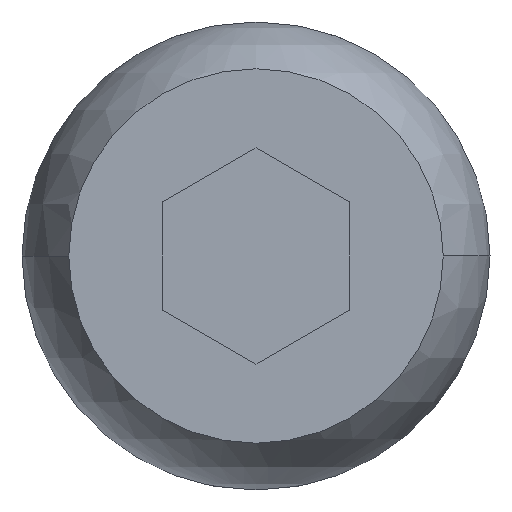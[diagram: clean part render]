
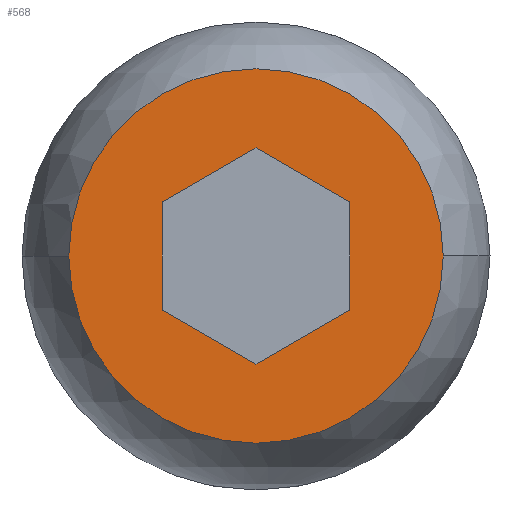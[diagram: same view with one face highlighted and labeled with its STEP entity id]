
A CAD part, left-side view. The second image highlights one B-rep face of the part: STEP entity #568.
In plain terms, the highlighted planar face has unit normal (-1, 0, 0).
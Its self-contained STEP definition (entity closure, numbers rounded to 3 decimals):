
#3 = CARTESIAN_POINT ( 'NONE',  ( 0., 0., 0. ) ) ;
#6 = LINE ( 'NONE', #409, #98 ) ;
#8 = ORIENTED_EDGE ( 'NONE', *, *, #538, .F. ) ;
#13 = EDGE_CURVE ( 'NONE', #530, #482, #199, .T. ) ;
#17 = VECTOR ( 'NONE', #338, 1000. ) ;
#44 = LINE ( 'NONE', #108, #302 ) ;
#88 = FACE_OUTER_BOUND ( 'NONE', #650, .T. ) ;
#89 = CARTESIAN_POINT ( 'NONE',  ( 0., -4., 0. ) ) ;
#91 = ORIENTED_EDGE ( 'NONE', *, *, #484, .F. ) ;
#98 = VECTOR ( 'NONE', #155, 1000. ) ;
#108 = CARTESIAN_POINT ( 'NONE',  ( 0., 0., 2.309 ) ) ;
#114 = AXIS2_PLACEMENT_3D ( 'NONE', #362, #466, #572 ) ;
#115 = ORIENTED_EDGE ( 'NONE', *, *, #358, .F. ) ;
#136 = VERTEX_POINT ( 'NONE', #89 ) ;
#142 = CIRCLE ( 'NONE', #519, 4. ) ;
#145 = CARTESIAN_POINT ( 'NONE',  ( 0., 0., 0. ) ) ;
#148 = CARTESIAN_POINT ( 'NONE',  ( 0., -2., 1.155 ) ) ;
#155 = DIRECTION ( 'NONE',  ( 0., 0.866, 0.5 ) ) ;
#199 = LINE ( 'NONE', #544, #476 ) ;
#201 = LINE ( 'NONE', #390, #17 ) ;
#212 = EDGE_CURVE ( 'NONE', #389, #628, #44, .T. ) ;
#214 = CARTESIAN_POINT ( 'NONE',  ( 0., 0., 2.309 ) ) ;
#231 = CARTESIAN_POINT ( 'NONE',  ( 0., -2., -1.155 ) ) ;
#297 = DIRECTION ( 'NONE',  ( 0., -1., 0. ) ) ;
#299 = ORIENTED_EDGE ( 'NONE', *, *, #13, .F. ) ;
#301 = DIRECTION ( 'NONE',  ( -1., 0., 0. ) ) ;
#302 = VECTOR ( 'NONE', #471, 1000. ) ;
#328 = CARTESIAN_POINT ( 'NONE',  ( 0., 2., 1.155 ) ) ;
#331 = AXIS2_PLACEMENT_3D ( 'NONE', #145, #301, #297 ) ;
#338 = DIRECTION ( 'NONE',  ( 0., 0., 1. ) ) ;
#345 = CARTESIAN_POINT ( 'NONE',  ( 0., 2., -1.155 ) ) ;
#352 = VECTOR ( 'NONE', #393, 1000. ) ;
#358 = EDGE_CURVE ( 'NONE', #136, #445, #643, .T. ) ;
#362 = CARTESIAN_POINT ( 'NONE',  ( 0., 0., 0. ) ) ;
#369 = DIRECTION ( 'NONE',  ( 1., 0., 0. ) ) ;
#383 = EDGE_CURVE ( 'NONE', #445, #136, #142, .T. ) ;
#389 = VERTEX_POINT ( 'NONE', #214 ) ;
#390 = CARTESIAN_POINT ( 'NONE',  ( 0., -2., -1.155 ) ) ;
#393 = DIRECTION ( 'NONE',  ( 0., -0.866, -0.5 ) ) ;
#400 = LINE ( 'NONE', #506, #352 ) ;
#409 = CARTESIAN_POINT ( 'NONE',  ( 0., -2., 1.155 ) ) ;
#411 = DIRECTION ( 'NONE',  ( 0., 1., 0. ) ) ;
#413 = EDGE_CURVE ( 'NONE', #628, #596, #486, .T. ) ;
#414 = CARTESIAN_POINT ( 'NONE',  ( 0., 2., 1.155 ) ) ;
#421 = VECTOR ( 'NONE', #597, 1000. ) ;
#433 = CARTESIAN_POINT ( 'NONE',  ( 0., 4., 0. ) ) ;
#445 = VERTEX_POINT ( 'NONE', #433 ) ;
#466 = DIRECTION ( 'NONE',  ( 1., 0., 0. ) ) ;
#471 = DIRECTION ( 'NONE',  ( 0., 0.866, -0.5 ) ) ;
#476 = VECTOR ( 'NONE', #610, 1000. ) ;
#482 = VERTEX_POINT ( 'NONE', #231 ) ;
#484 = EDGE_CURVE ( 'NONE', #482, #513, #201, .T. ) ;
#486 = LINE ( 'NONE', #328, #421 ) ;
#490 = ORIENTED_EDGE ( 'NONE', *, *, #212, .F. ) ;
#491 = ORIENTED_EDGE ( 'NONE', *, *, #383, .F. ) ;
#506 = CARTESIAN_POINT ( 'NONE',  ( 0., 2., -1.155 ) ) ;
#513 = VERTEX_POINT ( 'NONE', #148 ) ;
#519 = AXIS2_PLACEMENT_3D ( 'NONE', #3, #369, #411 ) ;
#530 = VERTEX_POINT ( 'NONE', #648 ) ;
#538 = EDGE_CURVE ( 'NONE', #596, #530, #400, .T. ) ;
#544 = CARTESIAN_POINT ( 'NONE',  ( 0., 0., -2.309 ) ) ;
#558 = PLANE ( 'NONE',  #331 ) ;
#568 = ADVANCED_FACE ( 'NONE', ( #609, #88 ), #558, .T. ) ;
#572 = DIRECTION ( 'NONE',  ( 0., 1., 0. ) ) ;
#580 = ORIENTED_EDGE ( 'NONE', *, *, #413, .F. ) ;
#596 = VERTEX_POINT ( 'NONE', #345 ) ;
#597 = DIRECTION ( 'NONE',  ( 0., 0., -1. ) ) ;
#609 = FACE_BOUND ( 'NONE', #632, .T. ) ;
#610 = DIRECTION ( 'NONE',  ( 0., -0.866, 0.5 ) ) ;
#620 = EDGE_CURVE ( 'NONE', #513, #389, #6, .T. ) ;
#628 = VERTEX_POINT ( 'NONE', #414 ) ;
#631 = ORIENTED_EDGE ( 'NONE', *, *, #620, .F. ) ;
#632 = EDGE_LOOP ( 'NONE', ( #490, #631, #91, #299, #8, #580 ) ) ;
#643 = CIRCLE ( 'NONE', #114, 4. ) ;
#648 = CARTESIAN_POINT ( 'NONE',  ( 0., 0., -2.309 ) ) ;
#650 = EDGE_LOOP ( 'NONE', ( #491, #115 ) ) ;
